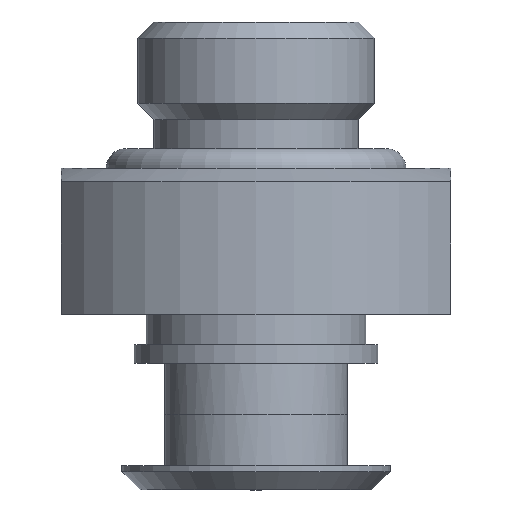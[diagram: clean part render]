
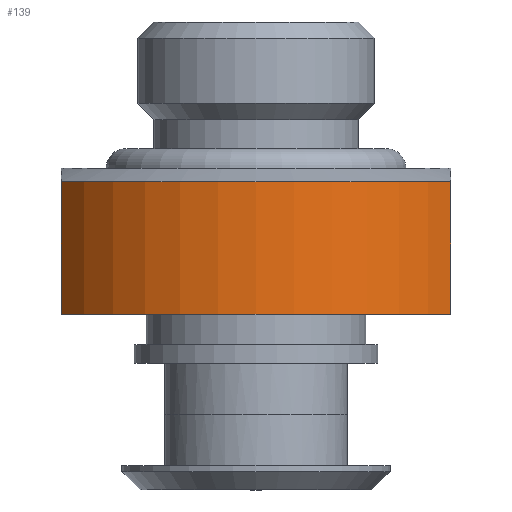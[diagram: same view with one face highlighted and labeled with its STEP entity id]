
A CAD part, front view. The second image highlights one B-rep face of the part: STEP entity #139.
In plain terms, the highlighted cylindrical face has radius 9.5 mm (diameter 19 mm), a partial arc.
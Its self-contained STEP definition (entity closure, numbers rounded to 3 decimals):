
#139 = ADVANCED_FACE( '', ( #288 ), #289, .T. );
#288 = FACE_OUTER_BOUND( '', #450, .T. );
#289 = CYLINDRICAL_SURFACE( '', #451, 9.5 );
#450 = EDGE_LOOP( '', ( #615, #616, #617, #618 ) );
#451 = AXIS2_PLACEMENT_3D( '', #619, #620, #621 );
#615 = ORIENTED_EDGE( '', *, *, #672, .T. );
#616 = ORIENTED_EDGE( '', *, *, #668, .F. );
#617 = ORIENTED_EDGE( '', *, *, #707, .F. );
#618 = ORIENTED_EDGE( '', *, *, #660, .F. );
#619 = CARTESIAN_POINT( '', ( 0., 0., 5.999 ) );
#620 = DIRECTION( '', ( 0., 0., 1. ) );
#621 = DIRECTION( '', ( 0., 1., 0. ) );
#660 = EDGE_CURVE( '', #726, #722, #728, .T. );
#668 = EDGE_CURVE( '', #739, #735, #741, .T. );
#672 = EDGE_CURVE( '', #726, #735, #746, .F. );
#707 = EDGE_CURVE( '', #722, #739, #797, .F. );
#722 = VERTEX_POINT( '', #822 );
#726 = VERTEX_POINT( '', #832 );
#728 = LINE( '', #835, #836 );
#735 = VERTEX_POINT( '', #843 );
#739 = VERTEX_POINT( '', #849 );
#741 = LINE( '', #856, #857 );
#746 = CIRCLE( '', #862, 9.5 );
#797 = CIRCLE( '', #946, 9.5 );
#822 = CARTESIAN_POINT( '', ( -8., -5.123, 5.454 ) );
#832 = CARTESIAN_POINT( '', ( -8., -5.123, 0. ) );
#835 = CARTESIAN_POINT( '', ( -8., -5.123, 0. ) );
#836 = VECTOR( '', #959, 1000. );
#843 = CARTESIAN_POINT( '', ( 8., -5.123, 0. ) );
#849 = CARTESIAN_POINT( '', ( 8., -5.123, 5.454 ) );
#856 = CARTESIAN_POINT( '', ( 8., -5.123, 6.036 ) );
#857 = VECTOR( '', #968, 1000. );
#862 = AXIS2_PLACEMENT_3D( '', #975, #976, #977 );
#946 = AXIS2_PLACEMENT_3D( '', #1026, #1027, #1028 );
#959 = DIRECTION( '', ( 0., 0., 1. ) );
#968 = DIRECTION( '', ( 0., 0., -1. ) );
#975 = CARTESIAN_POINT( '', ( 0., 0., 0. ) );
#976 = DIRECTION( '', ( 0., 0., -1. ) );
#977 = DIRECTION( '', ( 0., 1., 0. ) );
#1026 = CARTESIAN_POINT( '', ( 0., 0., 5.454 ) );
#1027 = DIRECTION( '', ( 0., 0., -1. ) );
#1028 = DIRECTION( '', ( -1., 0., 0. ) );
